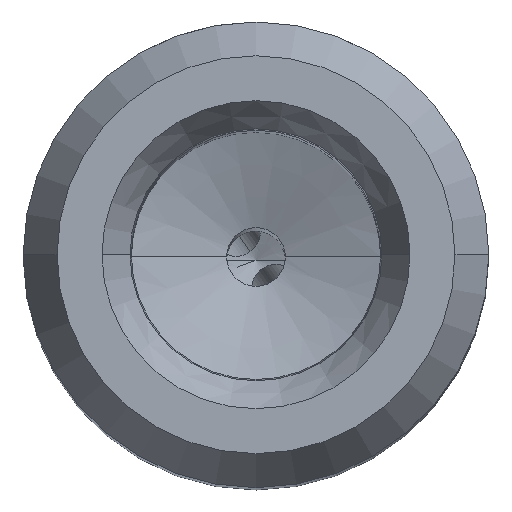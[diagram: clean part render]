
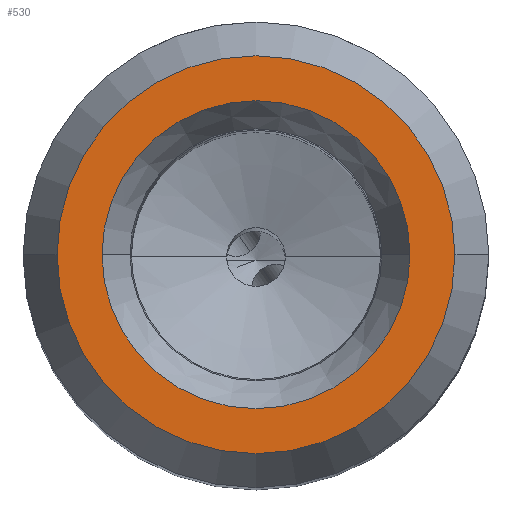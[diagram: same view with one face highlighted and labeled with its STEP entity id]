
A CAD part, top view. The second image highlights one B-rep face of the part: STEP entity #530.
In plain terms, the highlighted planar face has unit normal (0, 0, 1).
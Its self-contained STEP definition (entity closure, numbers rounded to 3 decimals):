
#81=FACE_BOUND('',#931,.T.);
#82=FACE_BOUND('',#932,.T.);
#192=PLANE('',#3687);
#530=ADVANCED_FACE('',(#81,#82),#192,.T.);
#931=EDGE_LOOP('',(#1542,#1543));
#932=EDGE_LOOP('',(#1544,#1545));
#1542=ORIENTED_EDGE('',*,*,#2942,.F.);
#1543=ORIENTED_EDGE('',*,*,#2950,.F.);
#1544=ORIENTED_EDGE('',*,*,#2951,.F.);
#1545=ORIENTED_EDGE('',*,*,#2952,.F.);
#2550=VERTEX_POINT('',#4951);
#2552=VERTEX_POINT('',#4954);
#2556=VERTEX_POINT('',#4971);
#2557=VERTEX_POINT('',#4972);
#2942=EDGE_CURVE('',#2550,#2552,#3428,.T.);
#2950=EDGE_CURVE('',#2552,#2550,#3433,.T.);
#2951=EDGE_CURVE('',#2556,#2557,#3434,.T.);
#2952=EDGE_CURVE('',#2557,#2556,#3435,.T.);
#3428=CIRCLE('',#3675,5.25);
#3433=CIRCLE('',#3683,5.25);
#3434=CIRCLE('',#3685,6.783);
#3435=CIRCLE('',#3686,6.783);
#3675=AXIS2_PLACEMENT_3D('',#4953,#4081,#4082);
#3683=AXIS2_PLACEMENT_3D('',#4968,#4100,#4101);
#3685=AXIS2_PLACEMENT_3D('',#4970,#4104,#4105);
#3686=AXIS2_PLACEMENT_3D('',#4973,#4106,#4107);
#3687=AXIS2_PLACEMENT_3D('',#4974,#4108,#4109);
#4081=DIRECTION('',(0.,0.,1.));
#4082=DIRECTION('',(1.,0.,0.));
#4100=DIRECTION('',(0.,0.,1.));
#4101=DIRECTION('',(-1.,0.,0.));
#4104=DIRECTION('',(0.,0.,-1.));
#4105=DIRECTION('',(1.,0.,0.));
#4106=DIRECTION('',(0.,0.,-1.));
#4107=DIRECTION('',(-1.,0.,0.));
#4108=DIRECTION('',(0.,0.,1.));
#4109=DIRECTION('',(-1.,0.,0.));
#4951=CARTESIAN_POINT('',(5.25,0.,24.5));
#4953=CARTESIAN_POINT('',(0.,0.,24.5));
#4954=CARTESIAN_POINT('',(-5.25,0.,24.5));
#4968=CARTESIAN_POINT('',(0.,0.,24.5));
#4970=CARTESIAN_POINT('',(0.,0.,24.5));
#4971=CARTESIAN_POINT('',(6.783,0.,24.5));
#4972=CARTESIAN_POINT('',(-6.783,0.,24.5));
#4973=CARTESIAN_POINT('',(0.,0.,24.5));
#4974=CARTESIAN_POINT('',(0.,0.,24.5));
